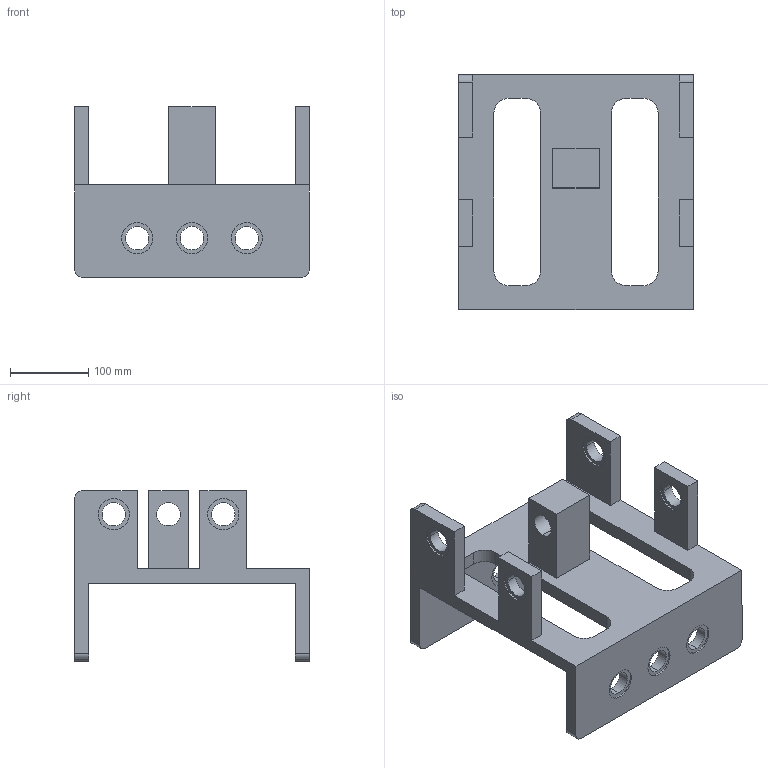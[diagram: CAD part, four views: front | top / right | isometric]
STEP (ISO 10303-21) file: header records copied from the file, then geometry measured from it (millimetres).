
FILE_DESCRIPTION (( 'STEP AP214' ), '1' );
FILE_NAME ('double screw table_Default_sldprt.STEP', '2019-11-07T17:09:56', ( '' ), ( '' ), 'SwSTEP 2.0', 'SolidWorks 2017', '' );
FILE_SCHEMA (( 'AUTOMOTIVE_DESIGN' ));
Length unit declared in the file: centimetre
Products named in the file (1): double screw table_Default_sldprt
Bounding box: 300 x 300 x 218 mm (x, y, z)
Volume: 2804006.2 mm3; surface area: 392941.5 mm2
Topology: 1 solids, 1 shells, 133 faces, 330 edges, 220 vertices
Faces by surface type: cylinder 76, plane 57
Entity records: 4762 total; most frequent: DIRECTION 750, CARTESIAN_POINT 684, ORIENTED_EDGE 660, EDGE_CURVE 330, AXIS2_PLACEMENT_3D 286, VERTEX_POINT 220, EDGE_LOOP 180, LINE 178
